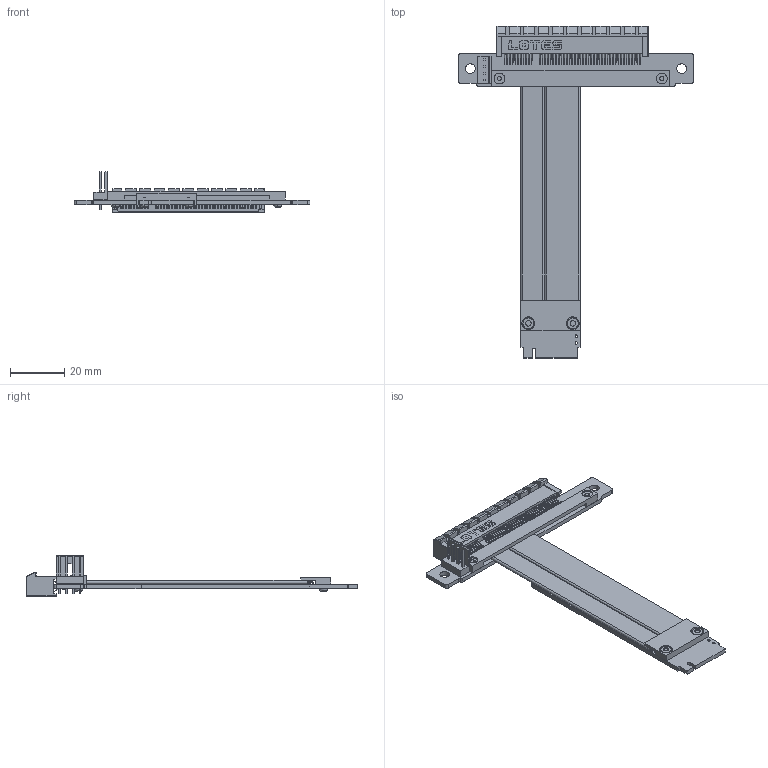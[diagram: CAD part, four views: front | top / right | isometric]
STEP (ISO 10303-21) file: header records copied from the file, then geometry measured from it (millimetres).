
FILE_DESCRIPTION(('Open CASCADE Model'),'2;1');
FILE_NAME('Open CASCADE Shape Model','2020-03-19T23:17:57',('Author'),( 'Open CASCADE'),'Open CASCADE STEP processor 6.8','Open CASCADE 6.8' ,'Unknown');
FILE_SCHEMA(('AUTOMOTIVE_DESIGN { 1 0 10303 214 1 1 1 1 }'));
Length unit declared in the file: millimetre
Products named in the file (13): PCB; Board; Open CASCADE STEP translator 6.8 44.1.1; CN4; PCIe_x8_3D_RGB4404530; Free-Models; cable13-83_RGB4078660; cable20-83_RGB4078660; RP44S-PAD; G0033_RGB9411503; Hexagon_nut_ISO_4032_(DIN_934)_-_M2_RGB9411503; R8S-PAD-20170526; c-171825-4-y-3d_RGB12967653
Assembly tree (18 placements, depth 3):
  PCB
    Board
      Open CASCADE STEP translator 6.8 44.1.1
    CN4
      PCIe_x8_3D_RGB4404530
    Free-Models
      cable13-83_RGB4078660
      cable20-83_RGB4078660
      RP44S-PAD
      G0033_RGB9411503  x4
      Hexagon_nut_ISO_4032_(DIN_934)_-_M2_RGB9411503  x4
      R8S-PAD-20170526
      c-171825-4-y-3d_RGB12967653
Bounding box: 87.01 x 122.47 x 14.97 mm (x, y, z)
Volume: 11210.9 mm3; surface area: 20863.4 mm2
Topology: 81 solids, 81 shells, 5257 faces, 12882 edges, 7910 vertices
Faces by surface type: plane 2717, cylinder 1757, bspline 588, torus 132, cone 48, revolution 8, sphere 7
Full cylindrical faces by diameter (mm): 0.6 x113, 0.9 x2, 1.2 x4, 2.2 x10, 3.3 x3, 3.6 x2, 4 x2, 4.8 x2
Entity records: 197408 total; most frequent: CARTESIAN_POINT 35978, ORIENTED_EDGE 25102, DIRECTION 21406, EDGE_CURVE 12551, VERTEX_POINT 7706, LINE 7598, VECTOR 7598, AXIS2_PLACEMENT_3D 6903
